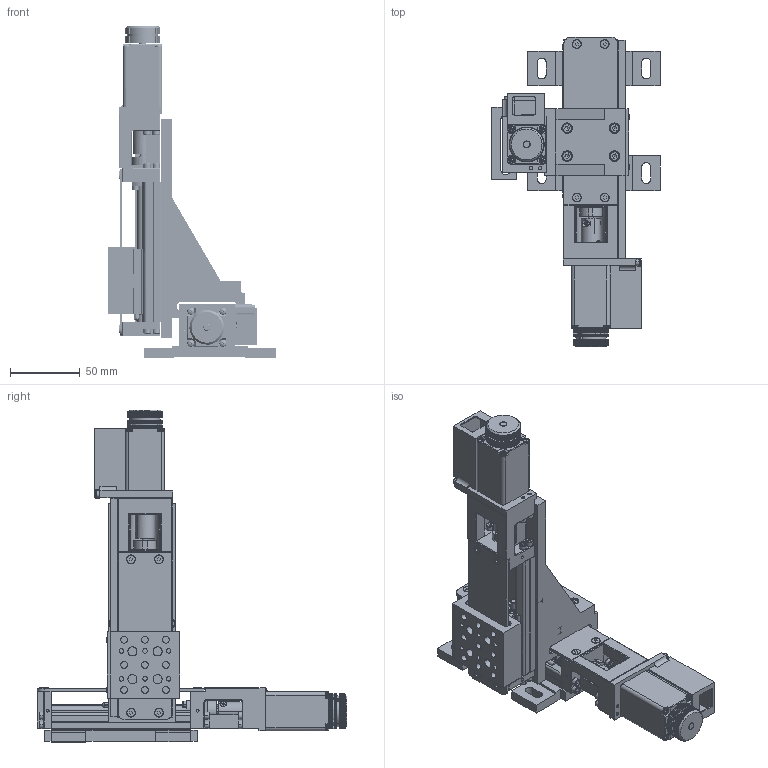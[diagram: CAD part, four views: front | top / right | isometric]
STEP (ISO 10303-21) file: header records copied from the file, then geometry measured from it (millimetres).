
FILE_DESCRIPTION(/* description */ (''),/* implementation_level */ '2;1');
FILE_NAME(/* name */ '03_TS36-SM2-XZ1',/* time_stamp */ '2025-05-26T17:23:31+03:00',/* author */ (''),/* organization */ (''),/* preprocessor_version */ 'ST-DEVELOPER v16.5',/* originating_system */ 'Rhino 7.34',/* authorisation */ '');
FILE_SCHEMA (('AUTOMOTIVE_DESIGN'));
Products named in the file (1): Document
Bounding box: 120.7 x 222 x 238 mm (x, y, z)
Volume: 536469.4 mm3; surface area: 213498.3 mm2
Topology: 1 solids, 9 shells, 4764 faces, 13844 edges, 9139 vertices
Faces by surface type: plane 2894, cylinder 1298, bspline 572
Entity records: 165387 total; most frequent: CARTESIAN_POINT 78388, ORIENTED_EDGE 27460, EDGE_CURVE 13746, VERTEX_POINT 9139, B_SPLINE_CURVE_WITH_KNOTS 8934, EDGE_LOOP 5163, ADVANCED_FACE 4764, FACE_OUTER_BOUND 4764
